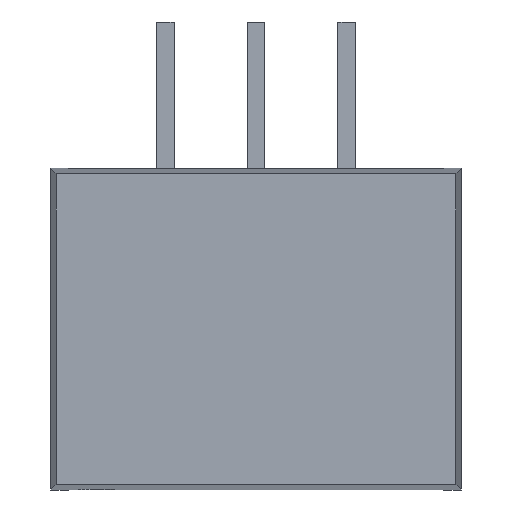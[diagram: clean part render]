
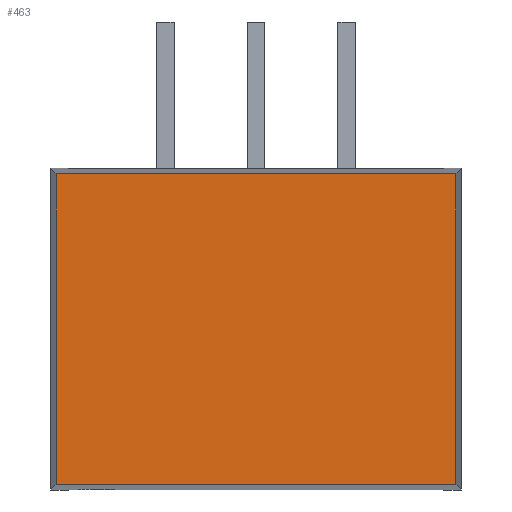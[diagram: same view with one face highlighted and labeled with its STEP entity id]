
A CAD part, front view. The second image highlights one B-rep face of the part: STEP entity #463.
In plain terms, the highlighted planar face has unit normal (0, -1, 0).
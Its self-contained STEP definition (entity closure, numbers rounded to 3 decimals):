
#113=DIRECTION('',(1.,0.,0.));
#114=VECTOR('',#113,11.195);
#115=CARTESIAN_POINT('',(-5.597,-17.5,-4.347));
#116=LINE('',#115,#114);
#171=DIRECTION('',(-1.,0.,0.));
#172=VECTOR('',#171,11.195);
#173=CARTESIAN_POINT('',(5.597,-17.5,4.347));
#174=LINE('',#173,#172);
#220=DIRECTION('',(0.,0.,1.));
#221=VECTOR('',#220,8.695);
#222=CARTESIAN_POINT('',(5.597,-17.5,-4.347));
#223=LINE('',#222,#221);
#234=DIRECTION('',(0.,0.,-1.));
#235=VECTOR('',#234,8.695);
#236=CARTESIAN_POINT('',(-5.597,-17.5,4.347));
#237=LINE('',#236,#235);
#292=CARTESIAN_POINT('',(-5.597,-17.5,-4.347));
#293=VERTEX_POINT('',#292);
#294=CARTESIAN_POINT('',(5.597,-17.5,-4.347));
#295=VERTEX_POINT('',#294);
#310=CARTESIAN_POINT('',(5.597,-17.5,4.347));
#311=VERTEX_POINT('',#310);
#312=CARTESIAN_POINT('',(-5.597,-17.5,4.347));
#313=VERTEX_POINT('',#312);
#451=CARTESIAN_POINT('',(0.,-17.5,0.));
#452=DIRECTION('',(0.,1.,0.));
#453=DIRECTION('',(1.,0.,0.));
#454=AXIS2_PLACEMENT_3D('',#451,#452,#453);
#455=PLANE('',#454);
#457=ORIENTED_EDGE('',*,*,#456,.F.);
#458=ORIENTED_EDGE('',*,*,#403,.F.);
#459=ORIENTED_EDGE('',*,*,#445,.F.);
#460=ORIENTED_EDGE('',*,*,#360,.F.);
#461=EDGE_LOOP('',(#457,#458,#459,#460));
#462=FACE_OUTER_BOUND('',#461,.F.);
#360=EDGE_CURVE('',#293,#295,#116,.T.);
#403=EDGE_CURVE('',#311,#313,#174,.T.);
#445=EDGE_CURVE('',#295,#311,#223,.T.);
#456=EDGE_CURVE('',#313,#293,#237,.T.);
#463=ADVANCED_FACE('',(#462),#455,.F.);
